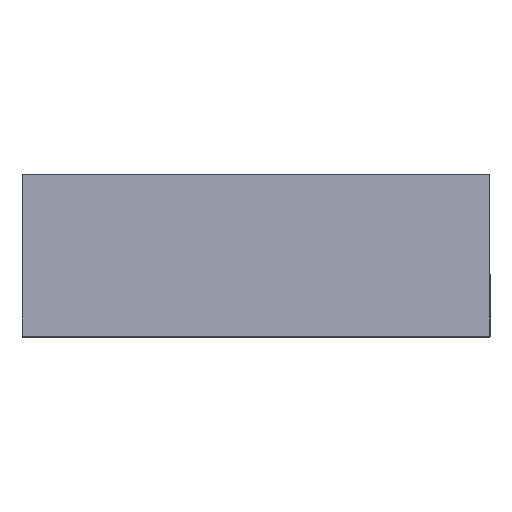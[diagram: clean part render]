
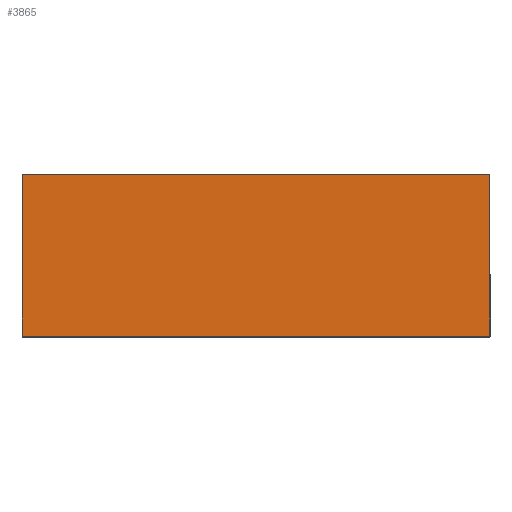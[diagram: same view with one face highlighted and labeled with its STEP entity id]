
A CAD part, top view. The second image highlights one B-rep face of the part: STEP entity #3865.
In plain terms, the highlighted planar face has unit normal (0, 0, 1).
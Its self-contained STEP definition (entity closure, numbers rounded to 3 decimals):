
#290 = VECTOR ( 'NONE', #3697, 1000. ) ;
#300 = DIRECTION ( 'NONE',  ( 0., 0., -1. ) ) ;
#435 = CARTESIAN_POINT ( 'NONE',  ( -1.2, 0.83, 2.45 ) ) ;
#516 = EDGE_CURVE ( 'NONE', #4782, #4695, #4697, .T. ) ;
#543 = EDGE_LOOP ( 'NONE', ( #5176, #3450, #1244, #4670 ) ) ;
#692 = VERTEX_POINT ( 'NONE', #5490 ) ;
#949 = EDGE_CURVE ( 'NONE', #4695, #3597, #3558, .T. ) ;
#968 = VECTOR ( 'NONE', #3683, 1000. ) ;
#1244 = ORIENTED_EDGE ( 'NONE', *, *, #3243, .F. ) ;
#2307 = CARTESIAN_POINT ( 'NONE',  ( -1.2, 0., 2.45 ) ) ;
#2333 = DIRECTION ( 'NONE',  ( 0., -1., 0. ) ) ;
#2361 = PLANE ( 'NONE',  #3363 ) ;
#2467 = EDGE_CURVE ( 'NONE', #692, #3597, #4006, .T. ) ;
#2571 = CARTESIAN_POINT ( 'NONE',  ( -1.2, 0.83, 2.45 ) ) ;
#2869 = LINE ( 'NONE', #435, #5471 ) ;
#3035 = CARTESIAN_POINT ( 'NONE',  ( -1.2, 0., 2.45 ) ) ;
#3243 = EDGE_CURVE ( 'NONE', #4782, #692, #2869, .T. ) ;
#3363 = AXIS2_PLACEMENT_3D ( 'NONE', #5351, #300, #4942 ) ;
#3416 = VECTOR ( 'NONE', #2333, 1000. ) ;
#3450 = ORIENTED_EDGE ( 'NONE', *, *, #2467, .F. ) ;
#3558 = LINE ( 'NONE', #2307, #968 ) ;
#3597 = VERTEX_POINT ( 'NONE', #4503 ) ;
#3672 = CARTESIAN_POINT ( 'NONE',  ( 1.2, 0.83, 2.45 ) ) ;
#3683 = DIRECTION ( 'NONE',  ( 1., 0., 0. ) ) ;
#3697 = DIRECTION ( 'NONE',  ( 0., -1., 0. ) ) ;
#3865 = ADVANCED_FACE ( 'NONE', ( #4598 ), #2361, .F. ) ;
#4006 = LINE ( 'NONE', #3672, #290 ) ;
#4243 = DIRECTION ( 'NONE',  ( 1., 0., 0. ) ) ;
#4503 = CARTESIAN_POINT ( 'NONE',  ( 1.2, 0., 2.45 ) ) ;
#4598 = FACE_OUTER_BOUND ( 'NONE', #543, .T. ) ;
#4670 = ORIENTED_EDGE ( 'NONE', *, *, #516, .T. ) ;
#4695 = VERTEX_POINT ( 'NONE', #3035 ) ;
#4697 = LINE ( 'NONE', #4913, #3416 ) ;
#4782 = VERTEX_POINT ( 'NONE', #2571 ) ;
#4913 = CARTESIAN_POINT ( 'NONE',  ( -1.2, 0.83, 2.45 ) ) ;
#4942 = DIRECTION ( 'NONE',  ( -1., 0., 0. ) ) ;
#5176 = ORIENTED_EDGE ( 'NONE', *, *, #949, .T. ) ;
#5351 = CARTESIAN_POINT ( 'NONE',  ( -1.2, 0.83, 2.45 ) ) ;
#5471 = VECTOR ( 'NONE', #4243, 1000. ) ;
#5490 = CARTESIAN_POINT ( 'NONE',  ( 1.2, 0.83, 2.45 ) ) ;
